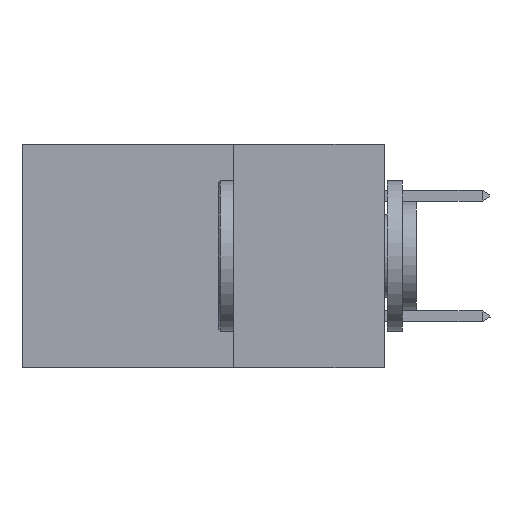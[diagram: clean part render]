
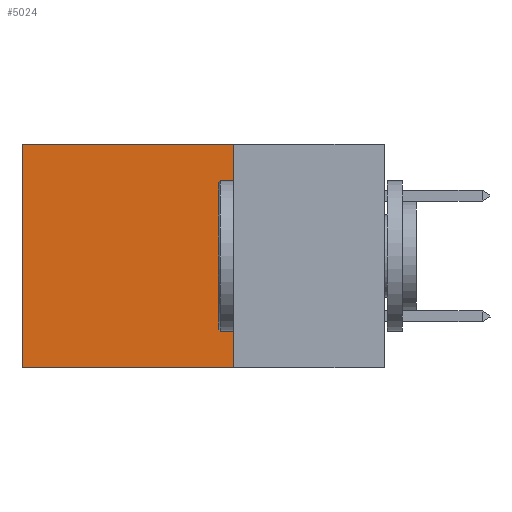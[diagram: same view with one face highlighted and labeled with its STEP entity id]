
A CAD part, left-side view. The second image highlights one B-rep face of the part: STEP entity #5024.
In plain terms, the highlighted planar face has unit normal (-1, 0, 0).
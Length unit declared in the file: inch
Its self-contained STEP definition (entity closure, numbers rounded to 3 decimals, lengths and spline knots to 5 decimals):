
#124 = ORIENTED_EDGE ( 'NONE', *, *, #5080, .F. ) ;
#160 = ORIENTED_EDGE ( 'NONE', *, *, #14757, .T. ) ;
#463 = EDGE_CURVE ( 'NONE', #8304, #5816, #8203, .T. ) ;
#1277 = ORIENTED_EDGE ( 'NONE', *, *, #11234, .T. ) ;
#1745 = LINE ( 'NONE', #9402, #7555 ) ;
#1927 = LINE ( 'NONE', #9860, #9291 ) ;
#2035 = DIRECTION ( 'NONE',  ( 0., 0., -1. ) ) ;
#4068 = VERTEX_POINT ( 'NONE', #10637 ) ;
#4440 = VECTOR ( 'NONE', #9112, 39.37008 ) ;
#4597 = CARTESIAN_POINT ( 'NONE',  ( 0.2875, 0.6, -0.37 ) ) ;
#5024 = ADVANCED_FACE ( 'NONE', ( #12200 ), #5447, .F. ) ;
#5080 = EDGE_CURVE ( 'NONE', #5816, #5815, #8113, .T. ) ;
#5231 = DIRECTION ( 'NONE',  ( 0., 0., -1. ) ) ;
#5447 = PLANE ( 'NONE',  #6982 ) ;
#5815 = VERTEX_POINT ( 'NONE', #4597 ) ;
#5816 = VERTEX_POINT ( 'NONE', #6254 ) ;
#6254 = CARTESIAN_POINT ( 'NONE',  ( 0.2875, 0.25, -0.37 ) ) ;
#6811 = CARTESIAN_POINT ( 'NONE',  ( 0.2875, 0.25, 0. ) ) ;
#6982 = AXIS2_PLACEMENT_3D ( 'NONE', #13879, #15151, #2035 ) ;
#7173 = DIRECTION ( 'NONE',  ( 0., 1., 0. ) ) ;
#7555 = VECTOR ( 'NONE', #7173, 39.37008 ) ;
#8113 = LINE ( 'NONE', #15252, #4440 ) ;
#8203 = LINE ( 'NONE', #6811, #13401 ) ;
#8304 = VERTEX_POINT ( 'NONE', #14916 ) ;
#9112 = DIRECTION ( 'NONE',  ( 0., 1., 0. ) ) ;
#9291 = VECTOR ( 'NONE', #5231, 39.37008 ) ;
#9402 = CARTESIAN_POINT ( 'NONE',  ( 0.2875, 0.25, 0. ) ) ;
#9860 = CARTESIAN_POINT ( 'NONE',  ( 0.2875, 0.6, 0. ) ) ;
#10637 = CARTESIAN_POINT ( 'NONE',  ( 0.2875, 0.6, 0. ) ) ;
#11234 = EDGE_CURVE ( 'NONE', #8304, #4068, #1745, .T. ) ;
#12200 = FACE_OUTER_BOUND ( 'NONE', #12426, .T. ) ;
#12426 = EDGE_LOOP ( 'NONE', ( #160, #124, #15047, #1277 ) ) ;
#13401 = VECTOR ( 'NONE', #15387, 39.37008 ) ;
#13879 = CARTESIAN_POINT ( 'NONE',  ( 0.2875, 0.25, 0. ) ) ;
#14757 = EDGE_CURVE ( 'NONE', #4068, #5815, #1927, .T. ) ;
#14916 = CARTESIAN_POINT ( 'NONE',  ( 0.2875, 0.25, 0. ) ) ;
#15047 = ORIENTED_EDGE ( 'NONE', *, *, #463, .F. ) ;
#15151 = DIRECTION ( 'NONE',  ( 1., 0., 0. ) ) ;
#15252 = CARTESIAN_POINT ( 'NONE',  ( 0.2875, 0.25, -0.37 ) ) ;
#15387 = DIRECTION ( 'NONE',  ( 0., 0., -1. ) ) ;
